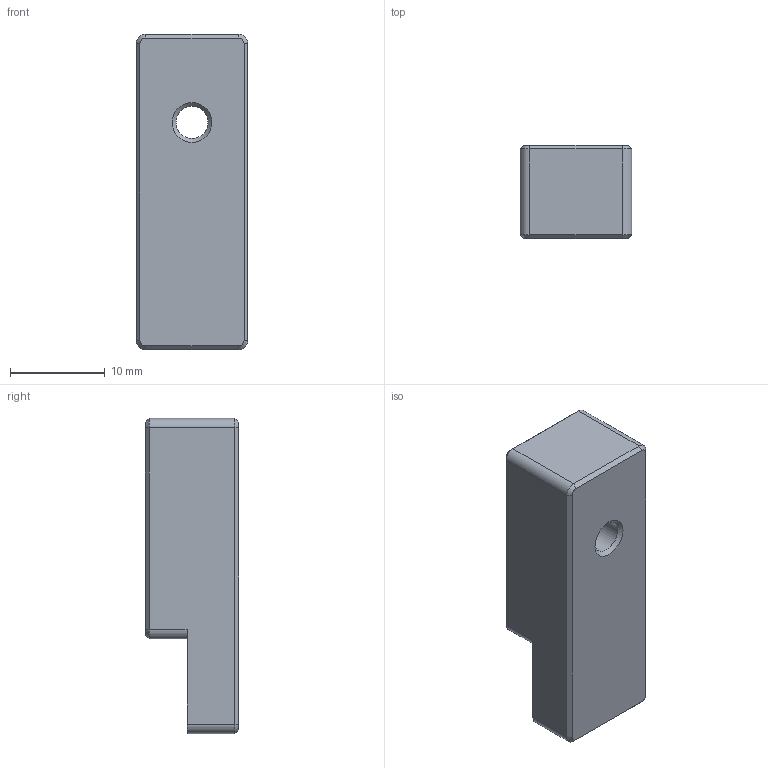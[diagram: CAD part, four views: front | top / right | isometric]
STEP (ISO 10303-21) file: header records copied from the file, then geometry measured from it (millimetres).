
FILE_DESCRIPTION(('FreeCAD Model'),'2;1');
FILE_NAME('Open CASCADE Shape Model','2025-02-27T23:13:51',(''),(''), 'Open CASCADE STEP processor 7.8','FreeCAD','Unknown');
FILE_SCHEMA(('AUTOMOTIVE_DESIGN { 1 0 10303 214 1 1 1 1 }'));
Length unit declared in the file: millimetre
Products named in the file (1): BE_Spacer-Body
Bounding box: 11.8 x 9.85 x 33.3 mm (x, y, z)
Volume: 3203.3 mm3; surface area: 1630.2 mm2
Topology: 1 solids, 1 shells, 35 faces, 78 edges, 46 vertices
Faces by surface type: plane 17, cone 10, cylinder 8
Full cylindrical faces by diameter (mm): 3.4 x1, 4.5 x1
Entity records: 980 total; most frequent: DIRECTION 176, CARTESIAN_POINT 160, ORIENTED_EDGE 156, EDGE_CURVE 78, AXIS2_PLACEMENT_3D 62, LINE 52, VECTOR 52, VERTEX_POINT 46
